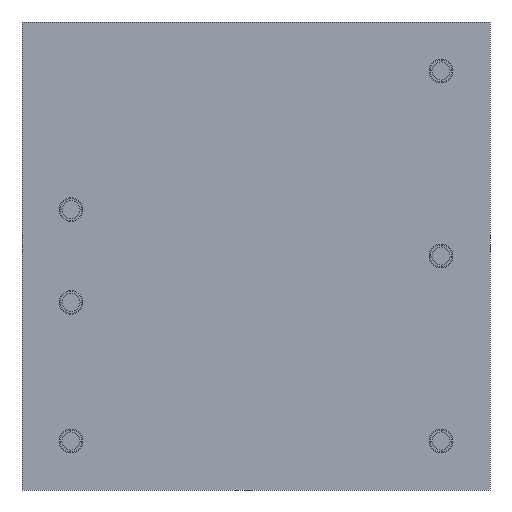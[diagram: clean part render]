
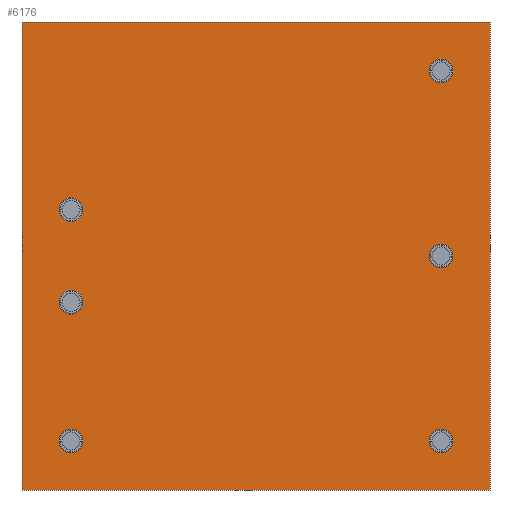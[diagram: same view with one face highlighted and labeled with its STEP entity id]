
A CAD part, front view. The second image highlights one B-rep face of the part: STEP entity #6176.
In plain terms, the highlighted planar face has unit normal (0, -1, 0).
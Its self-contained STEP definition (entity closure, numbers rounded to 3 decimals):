
#5864 = EDGE_CURVE('',#5865,#5865,#5867,.T.);
#5865 = VERTEX_POINT('',#5866);
#5866 = CARTESIAN_POINT('',(10.81,-0.6,0.));
#5867 = CIRCLE('',#5868,0.65);
#5868 = AXIS2_PLACEMENT_3D('',#5869,#5870,#5871);
#5869 = CARTESIAN_POINT('',(10.16,-0.6,0.));
#5870 = DIRECTION('',(0.,1.,-0.));
#5871 = DIRECTION('',(-1.,0.,0.));
#5896 = EDGE_CURVE('',#5897,#5897,#5899,.T.);
#5897 = VERTEX_POINT('',#5898);
#5898 = CARTESIAN_POINT('',(-9.51,-0.6,2.54));
#5899 = CIRCLE('',#5900,0.65);
#5900 = AXIS2_PLACEMENT_3D('',#5901,#5902,#5903);
#5901 = CARTESIAN_POINT('',(-10.16,-0.6,2.54));
#5902 = DIRECTION('',(0.,1.,-0.));
#5903 = DIRECTION('',(-1.,0.,0.));
#5928 = EDGE_CURVE('',#5929,#5929,#5931,.T.);
#5929 = VERTEX_POINT('',#5930);
#5930 = CARTESIAN_POINT('',(-9.51,-0.6,-10.16));
#5931 = CIRCLE('',#5932,0.65);
#5932 = AXIS2_PLACEMENT_3D('',#5933,#5934,#5935);
#5933 = CARTESIAN_POINT('',(-10.16,-0.6,-10.16));
#5934 = DIRECTION('',(0.,1.,-0.));
#5935 = DIRECTION('',(-1.,0.,0.));
#5960 = EDGE_CURVE('',#5961,#5961,#5963,.T.);
#5961 = VERTEX_POINT('',#5962);
#5962 = CARTESIAN_POINT('',(-9.51,-0.6,-2.54));
#5963 = CIRCLE('',#5964,0.65);
#5964 = AXIS2_PLACEMENT_3D('',#5965,#5966,#5967);
#5965 = CARTESIAN_POINT('',(-10.16,-0.6,-2.54));
#5966 = DIRECTION('',(0.,1.,-0.));
#5967 = DIRECTION('',(-1.,0.,0.));
#5992 = EDGE_CURVE('',#5993,#5993,#5995,.T.);
#5993 = VERTEX_POINT('',#5994);
#5994 = CARTESIAN_POINT('',(10.81,-0.6,-10.16));
#5995 = CIRCLE('',#5996,0.65);
#5996 = AXIS2_PLACEMENT_3D('',#5997,#5998,#5999);
#5997 = CARTESIAN_POINT('',(10.16,-0.6,-10.16));
#5998 = DIRECTION('',(0.,1.,-0.));
#5999 = DIRECTION('',(-1.,0.,0.));
#6024 = EDGE_CURVE('',#6025,#6025,#6027,.T.);
#6025 = VERTEX_POINT('',#6026);
#6026 = CARTESIAN_POINT('',(10.81,-0.6,10.16));
#6027 = CIRCLE('',#6028,0.65);
#6028 = AXIS2_PLACEMENT_3D('',#6029,#6030,#6031);
#6029 = CARTESIAN_POINT('',(10.16,-0.6,10.16));
#6030 = DIRECTION('',(0.,1.,-0.));
#6031 = DIRECTION('',(-1.,0.,0.));
#6067 = VERTEX_POINT('',#6068);
#6068 = CARTESIAN_POINT('',(12.85,-0.6,12.85));
#6074 = EDGE_CURVE('',#6075,#6067,#6077,.T.);
#6075 = VERTEX_POINT('',#6076);
#6076 = CARTESIAN_POINT('',(12.85,-0.6,-12.85));
#6077 = LINE('',#6078,#6079);
#6078 = CARTESIAN_POINT('',(12.85,-0.6,-12.85));
#6079 = VECTOR('',#6080,1.);
#6080 = DIRECTION('',(0.,0.,1.));
#6105 = EDGE_CURVE('',#6106,#6075,#6108,.T.);
#6106 = VERTEX_POINT('',#6107);
#6107 = CARTESIAN_POINT('',(-12.85,-0.6,-12.85));
#6108 = LINE('',#6109,#6110);
#6109 = CARTESIAN_POINT('',(-12.85,-0.6,-12.85));
#6110 = VECTOR('',#6111,1.);
#6111 = DIRECTION('',(1.,0.,0.));
#6136 = EDGE_CURVE('',#6137,#6106,#6139,.T.);
#6137 = VERTEX_POINT('',#6138);
#6138 = CARTESIAN_POINT('',(-12.85,-0.6,12.85));
#6139 = LINE('',#6140,#6141);
#6140 = CARTESIAN_POINT('',(-12.85,-0.6,12.85));
#6141 = VECTOR('',#6142,1.);
#6142 = DIRECTION('',(0.,0.,-1.));
#6165 = EDGE_CURVE('',#6067,#6137,#6166,.T.);
#6166 = LINE('',#6167,#6168);
#6167 = CARTESIAN_POINT('',(12.85,-0.6,12.85));
#6168 = VECTOR('',#6169,1.);
#6169 = DIRECTION('',(-1.,0.,0.));
#6176 = ADVANCED_FACE('',(#6177,#6180,#6183,#6186,#6189,#6192,#6195),
  #6201,.F.);
#6177 = FACE_BOUND('',#6178,.T.);
#6178 = EDGE_LOOP('',(#6179));
#6179 = ORIENTED_EDGE('',*,*,#5864,.T.);
#6180 = FACE_BOUND('',#6181,.T.);
#6181 = EDGE_LOOP('',(#6182));
#6182 = ORIENTED_EDGE('',*,*,#5896,.T.);
#6183 = FACE_BOUND('',#6184,.T.);
#6184 = EDGE_LOOP('',(#6185));
#6185 = ORIENTED_EDGE('',*,*,#5928,.T.);
#6186 = FACE_BOUND('',#6187,.T.);
#6187 = EDGE_LOOP('',(#6188));
#6188 = ORIENTED_EDGE('',*,*,#5960,.T.);
#6189 = FACE_BOUND('',#6190,.T.);
#6190 = EDGE_LOOP('',(#6191));
#6191 = ORIENTED_EDGE('',*,*,#5992,.T.);
#6192 = FACE_BOUND('',#6193,.T.);
#6193 = EDGE_LOOP('',(#6194));
#6194 = ORIENTED_EDGE('',*,*,#6024,.T.);
#6195 = FACE_BOUND('',#6196,.T.);
#6196 = EDGE_LOOP('',(#6197,#6198,#6199,#6200));
#6197 = ORIENTED_EDGE('',*,*,#6165,.T.);
#6198 = ORIENTED_EDGE('',*,*,#6136,.T.);
#6199 = ORIENTED_EDGE('',*,*,#6105,.T.);
#6200 = ORIENTED_EDGE('',*,*,#6074,.T.);
#6201 = PLANE('',#6202);
#6202 = AXIS2_PLACEMENT_3D('',#6203,#6204,#6205);
#6203 = CARTESIAN_POINT('',(0.,-0.6,0.)
  );
#6204 = DIRECTION('',(0.,1.,0.));
#6205 = DIRECTION('',(0.,0.,1.));
